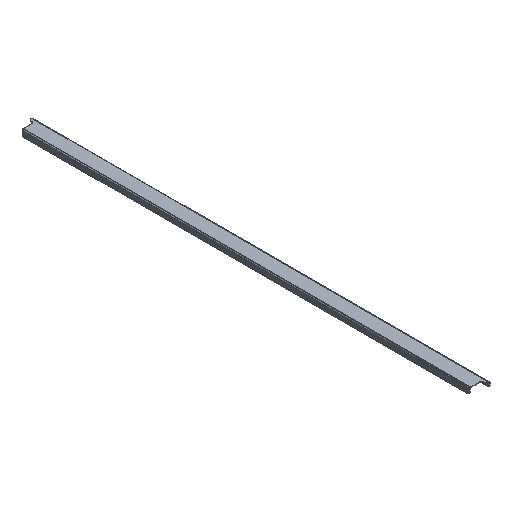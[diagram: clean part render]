
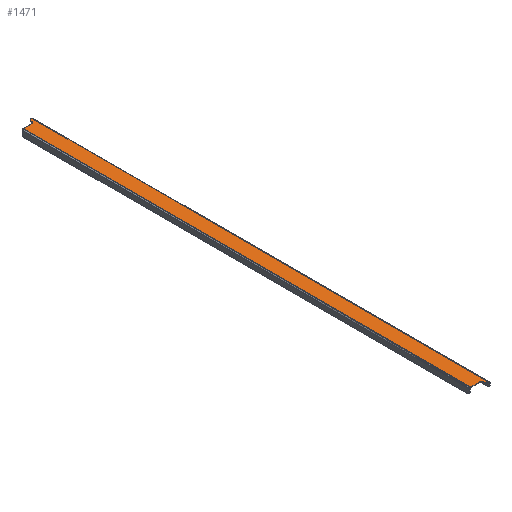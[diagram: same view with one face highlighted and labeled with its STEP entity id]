
A CAD part, isometric view. The second image highlights one B-rep face of the part: STEP entity #1471.
In plain terms, the highlighted planar face has unit normal (0, 0, 1).
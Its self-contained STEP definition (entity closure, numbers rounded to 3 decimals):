
#27 = ORIENTED_EDGE ( 'NONE', *, *, #42, .T. ) ;
#39 = EDGE_CURVE ( 'NONE', #1132, #1719, #1470, .T. ) ;
#42 = EDGE_CURVE ( 'NONE', #1305, #1062, #245, .T. ) ;
#52 = VECTOR ( 'NONE', #1103, 1000. ) ;
#79 = DIRECTION ( 'NONE',  ( 1., 0., 0. ) ) ;
#88 = CIRCLE ( 'NONE', #1020, 6. ) ;
#94 = CARTESIAN_POINT ( 'NONE',  ( -25.6, -725.5, 0. ) ) ;
#103 = CARTESIAN_POINT ( 'NONE',  ( -21.6, -725.5, 0. ) ) ;
#105 = EDGE_CURVE ( 'NONE', #1785, #1132, #1886, .T. ) ;
#121 = VERTEX_POINT ( 'NONE', #1856 ) ;
#125 = CIRCLE ( 'NONE', #1248, 6. ) ;
#139 = VERTEX_POINT ( 'NONE', #1320 ) ;
#150 = CARTESIAN_POINT ( 'NONE',  ( 12.4, 734.5, 0. ) ) ;
#155 = VECTOR ( 'NONE', #1104, 1000. ) ;
#162 = CARTESIAN_POINT ( 'NONE',  ( 25.6, 740.5, 0. ) ) ;
#169 = DIRECTION ( 'NONE',  ( 0., 1., 0. ) ) ;
#191 = ORIENTED_EDGE ( 'NONE', *, *, #1262, .T. ) ;
#192 = LINE ( 'NONE', #972, #1056 ) ;
#194 = DIRECTION ( 'NONE',  ( 1., 0., 0. ) ) ;
#217 = ORIENTED_EDGE ( 'NONE', *, *, #1256, .T. ) ;
#243 = CARTESIAN_POINT ( 'NONE',  ( 12.4, -731.5, 0. ) ) ;
#245 = CIRCLE ( 'NONE', #1891, 6. ) ;
#273 = DIRECTION ( 'NONE',  ( 0., 0., 1. ) ) ;
#324 = ORIENTED_EDGE ( 'NONE', *, *, #866, .F. ) ;
#334 = EDGE_CURVE ( 'NONE', #947, #121, #868, .T. ) ;
#415 = DIRECTION ( 'NONE',  ( 0., 0., 1. ) ) ;
#488 = CARTESIAN_POINT ( 'NONE',  ( -21.6, 725.5, 0. ) ) ;
#497 = CARTESIAN_POINT ( 'NONE',  ( 12.4, 740.5, 0. ) ) ;
#520 = LINE ( 'NONE', #497, #1605 ) ;
#569 = AXIS2_PLACEMENT_3D ( 'NONE', #1710, #1115, #1126 ) ;
#571 = ORIENTED_EDGE ( 'NONE', *, *, #334, .F. ) ;
#573 = VECTOR ( 'NONE', #1433, 1000. ) ;
#588 = CARTESIAN_POINT ( 'NONE',  ( 18.4, 740.5, 0. ) ) ;
#650 = DIRECTION ( 'NONE',  ( 0., 1., 0. ) ) ;
#699 = DIRECTION ( 'NONE',  ( -1., 0., 0. ) ) ;
#721 = VERTEX_POINT ( 'NONE', #1541 ) ;
#794 = ORIENTED_EDGE ( 'NONE', *, *, #39, .T. ) ;
#834 = DIRECTION ( 'NONE',  ( 0., 0., -1. ) ) ;
#841 = CARTESIAN_POINT ( 'NONE',  ( 6.4, 731.5, 0. ) ) ;
#849 = VECTOR ( 'NONE', #1362, 1000. ) ;
#866 = EDGE_CURVE ( 'NONE', #139, #1719, #520, .T. ) ;
#868 = LINE ( 'NONE', #1680, #849 ) ;
#878 = DIRECTION ( 'NONE',  ( 1., 0., 0. ) ) ;
#917 = ORIENTED_EDGE ( 'NONE', *, *, #1839, .T. ) ;
#934 = CARTESIAN_POINT ( 'NONE',  ( 6.4, -731.5, 0. ) ) ;
#947 = VERTEX_POINT ( 'NONE', #488 ) ;
#966 = ORIENTED_EDGE ( 'NONE', *, *, #1229, .F. ) ;
#972 = CARTESIAN_POINT ( 'NONE',  ( 21.6, -740.5, 0. ) ) ;
#973 = LINE ( 'NONE', #1585, #1447 ) ;
#994 = EDGE_LOOP ( 'NONE', ( #966, #1462, #191, #917, #1761, #794, #324, #1146, #571, #217, #1352, #27 ) ) ;
#1020 = AXIS2_PLACEMENT_3D ( 'NONE', #1788, #415, #1628 ) ;
#1035 = CARTESIAN_POINT ( 'NONE',  ( 0., 0., 0. ) ) ;
#1056 = VECTOR ( 'NONE', #169, 1000. ) ;
#1062 = VERTEX_POINT ( 'NONE', #243 ) ;
#1083 = AXIS2_PLACEMENT_3D ( 'NONE', #1035, #273, #878 ) ;
#1085 = CARTESIAN_POINT ( 'NONE',  ( 25.6, -740.5, 0. ) ) ;
#1103 = DIRECTION ( 'NONE',  ( -1., 0., 0. ) ) ;
#1104 = DIRECTION ( 'NONE',  ( 1., 0., 0. ) ) ;
#1113 = CARTESIAN_POINT ( 'NONE',  ( 12.4, -734.5, 0. ) ) ;
#1115 = DIRECTION ( 'NONE',  ( 0., 0., 1. ) ) ;
#1126 = DIRECTION ( 'NONE',  ( 1., 0., 0. ) ) ;
#1127 = CARTESIAN_POINT ( 'NONE',  ( 21.6, -740.5, 0. ) ) ;
#1132 = VERTEX_POINT ( 'NONE', #588 ) ;
#1146 = ORIENTED_EDGE ( 'NONE', *, *, #1530, .T. ) ;
#1209 = CARTESIAN_POINT ( 'NONE',  ( 21.6, 740.5, 0. ) ) ;
#1217 = VECTOR ( 'NONE', #699, 1000. ) ;
#1229 = EDGE_CURVE ( 'NONE', #1918, #1062, #973, .T. ) ;
#1248 = AXIS2_PLACEMENT_3D ( 'NONE', #841, #834, #79 ) ;
#1256 = EDGE_CURVE ( 'NONE', #947, #1573, #1711, .T. ) ;
#1262 = EDGE_CURVE ( 'NONE', #721, #1303, #1294, .T. ) ;
#1294 = LINE ( 'NONE', #1085, #155 ) ;
#1303 = VERTEX_POINT ( 'NONE', #1127 ) ;
#1305 = VERTEX_POINT ( 'NONE', #1595 ) ;
#1320 = CARTESIAN_POINT ( 'NONE',  ( 12.4, 731.5, 0. ) ) ;
#1339 = FACE_OUTER_BOUND ( 'NONE', #994, .T. ) ;
#1352 = ORIENTED_EDGE ( 'NONE', *, *, #1557, .F. ) ;
#1362 = DIRECTION ( 'NONE',  ( 1., 0., 0. ) ) ;
#1394 = EDGE_CURVE ( 'NONE', #1918, #721, #88, .T. ) ;
#1433 = DIRECTION ( 'NONE',  ( 0., -1., 0. ) ) ;
#1447 = VECTOR ( 'NONE', #1726, 1000. ) ;
#1462 = ORIENTED_EDGE ( 'NONE', *, *, #1394, .T. ) ;
#1470 = CIRCLE ( 'NONE', #569, 6. ) ;
#1471 = ADVANCED_FACE ( 'NONE', ( #1339 ), #1956, .T. ) ;
#1478 = LINE ( 'NONE', #94, #1217 ) ;
#1530 = EDGE_CURVE ( 'NONE', #139, #121, #125, .T. ) ;
#1541 = CARTESIAN_POINT ( 'NONE',  ( 18.4, -740.5, 0. ) ) ;
#1557 = EDGE_CURVE ( 'NONE', #1305, #1573, #1478, .T. ) ;
#1573 = VERTEX_POINT ( 'NONE', #103 ) ;
#1585 = CARTESIAN_POINT ( 'NONE',  ( 12.4, -740.5, 0. ) ) ;
#1595 = CARTESIAN_POINT ( 'NONE',  ( 6.4, -725.5, 0. ) ) ;
#1605 = VECTOR ( 'NONE', #650, 1000. ) ;
#1628 = DIRECTION ( 'NONE',  ( 1., 0., 0. ) ) ;
#1680 = CARTESIAN_POINT ( 'NONE',  ( -25.6, 725.5, 0. ) ) ;
#1710 = CARTESIAN_POINT ( 'NONE',  ( 18.4, 734.5, 0. ) ) ;
#1711 = LINE ( 'NONE', #1869, #573 ) ;
#1719 = VERTEX_POINT ( 'NONE', #150 ) ;
#1726 = DIRECTION ( 'NONE',  ( 0., 1., 0. ) ) ;
#1739 = DIRECTION ( 'NONE',  ( 0., 0., -1. ) ) ;
#1761 = ORIENTED_EDGE ( 'NONE', *, *, #105, .T. ) ;
#1785 = VERTEX_POINT ( 'NONE', #1209 ) ;
#1788 = CARTESIAN_POINT ( 'NONE',  ( 18.4, -734.5, 0. ) ) ;
#1839 = EDGE_CURVE ( 'NONE', #1303, #1785, #192, .T. ) ;
#1856 = CARTESIAN_POINT ( 'NONE',  ( 6.4, 725.5, 0. ) ) ;
#1869 = CARTESIAN_POINT ( 'NONE',  ( -21.6, 740.5, 0. ) ) ;
#1886 = LINE ( 'NONE', #162, #52 ) ;
#1891 = AXIS2_PLACEMENT_3D ( 'NONE', #934, #1739, #194 ) ;
#1918 = VERTEX_POINT ( 'NONE', #1113 ) ;
#1956 = PLANE ( 'NONE',  #1083 ) ;
